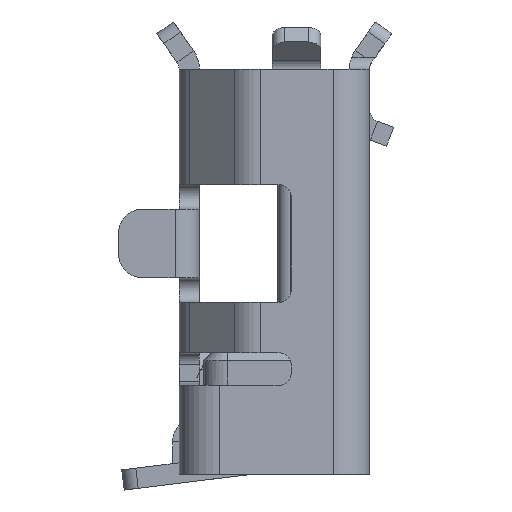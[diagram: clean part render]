
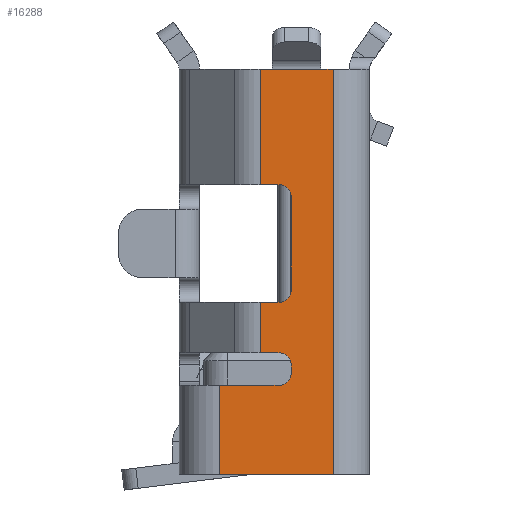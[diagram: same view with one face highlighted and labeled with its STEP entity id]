
A CAD part, left-side view. The second image highlights one B-rep face of the part: STEP entity #16288.
In plain terms, the highlighted planar face has unit normal (-1, 0, 0).
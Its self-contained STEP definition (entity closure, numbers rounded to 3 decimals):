
#4279=DIRECTION('',(0.,0.,-1.));
#4280=VECTOR('',#4279,0.625);
#4281=CARTESIAN_POINT('',(-3.7,0.175,2.125));
#4282=LINE('',#4281,#4280);
#4287=CARTESIAN_POINT('',(-3.7,-0.058,1.25));
#4288=DIRECTION('',(-1.,0.,0.));
#4289=DIRECTION('',(0.,0.,-1.));
#4290=AXIS2_PLACEMENT_3D('',#4287,#4288,#4289);
#4292=DIRECTION('',(0.,0.,1.));
#4293=VECTOR('',#4292,0.1);
#4294=CARTESIAN_POINT('',(-3.7,-0.208,1.25));
#4295=LINE('',#4294,#4293);
#4296=CARTESIAN_POINT('',(-3.7,-0.058,1.35));
#4297=DIRECTION('',(-1.,0.,0.));
#4298=DIRECTION('',(0.,-1.,0.));
#4299=AXIS2_PLACEMENT_3D('',#4296,#4297,#4298);
#4301=DIRECTION('',(0.,-1.,0.));
#4302=VECTOR('',#4301,0.233);
#4303=CARTESIAN_POINT('',(-3.7,0.175,2.125));
#4304=LINE('',#4303,#4302);
#4305=CARTESIAN_POINT('',(-3.7,-0.058,2.275));
#4306=DIRECTION('',(-1.,0.,0.));
#4307=DIRECTION('',(0.,0.,-1.));
#4308=AXIS2_PLACEMENT_3D('',#4305,#4306,#4307);
#4310=DIRECTION('',(0.,0.,1.));
#4311=VECTOR('',#4310,1.15);
#4312=CARTESIAN_POINT('',(-3.7,-0.208,2.275));
#4313=LINE('',#4312,#4311);
#4314=CARTESIAN_POINT('',(-3.7,-0.058,3.425));
#4315=DIRECTION('',(-1.,0.,0.));
#4316=DIRECTION('',(0.,-1.,0.));
#4317=AXIS2_PLACEMENT_3D('',#4314,#4315,#4316);
#4319=DIRECTION('',(0.,1.,0.));
#4320=VECTOR('',#4319,0.733);
#4321=CARTESIAN_POINT('',(-3.7,-0.058,1.1));
#4322=LINE('',#4321,#4320);
#4413=DIRECTION('',(0.,0.,-1.));
#4414=VECTOR('',#4413,1.1);
#4415=CARTESIAN_POINT('',(-3.7,0.675,1.1));
#4416=LINE('',#4415,#4414);
#4491=DIRECTION('',(0.,-1.,0.));
#4492=VECTOR('',#4491,1.4);
#4493=CARTESIAN_POINT('',(-3.7,0.675,0.));
#4494=LINE('',#4493,#4492);
#4495=DIRECTION('',(0.,1.,0.));
#4496=VECTOR('',#4495,0.15);
#4497=CARTESIAN_POINT('',(-3.7,-0.725,5.));
#4498=LINE('',#4497,#4496);
#4521=DIRECTION('',(0.,1.,0.));
#4522=VECTOR('',#4521,0.6);
#4523=CARTESIAN_POINT('',(-3.7,-0.575,5.));
#4524=LINE('',#4523,#4522);
#4547=DIRECTION('',(0.,1.,0.));
#4548=VECTOR('',#4547,0.15);
#4549=CARTESIAN_POINT('',(-3.7,0.025,5.));
#4550=LINE('',#4549,#4548);
#4963=DIRECTION('',(0.,0.,-1.));
#4964=VECTOR('',#4963,1.425);
#4965=CARTESIAN_POINT('',(-3.7,0.175,5.));
#4966=LINE('',#4965,#4964);
#4967=DIRECTION('',(0.,-1.,0.));
#4968=VECTOR('',#4967,0.233);
#4969=CARTESIAN_POINT('',(-3.7,0.175,3.575));
#4970=LINE('',#4969,#4968);
#5063=DIRECTION('',(0.,-1.,0.));
#5064=VECTOR('',#5063,0.233);
#5065=CARTESIAN_POINT('',(-3.7,0.175,1.5));
#5066=LINE('',#5065,#5064);
#5079=DIRECTION('',(0.,0.,1.));
#5080=VECTOR('',#5079,5.);
#5081=CARTESIAN_POINT('',(-3.7,-0.725,0.));
#5082=LINE('',#5081,#5080);
#8986=CARTESIAN_POINT('',(-3.7,-0.725,0.));
#8987=VERTEX_POINT('',#8986);
#8992=CARTESIAN_POINT('',(-3.7,-0.725,5.));
#8993=VERTEX_POINT('',#8992);
#10224=CARTESIAN_POINT('',(-3.7,0.675,1.1));
#10225=VERTEX_POINT('',#10224);
#10228=CARTESIAN_POINT('',(-3.7,0.675,0.));
#10229=VERTEX_POINT('',#10228);
#10260=CARTESIAN_POINT('',(-3.7,-0.208,1.25));
#10261=VERTEX_POINT('',#10260);
#10262=CARTESIAN_POINT('',(-3.7,-0.208,1.35));
#10263=VERTEX_POINT('',#10262);
#10264=CARTESIAN_POINT('',(-3.7,-0.058,1.1));
#10265=VERTEX_POINT('',#10264);
#10266=CARTESIAN_POINT('',(-3.7,-0.058,1.5));
#10267=VERTEX_POINT('',#10266);
#10268=CARTESIAN_POINT('',(-3.7,0.175,1.5));
#10269=VERTEX_POINT('',#10268);
#10270=CARTESIAN_POINT('',(-3.7,0.175,2.125));
#10271=VERTEX_POINT('',#10270);
#10272=CARTESIAN_POINT('',(-3.7,-0.058,2.125));
#10273=VERTEX_POINT('',#10272);
#10274=CARTESIAN_POINT('',(-3.7,-0.208,2.275));
#10275=VERTEX_POINT('',#10274);
#10276=CARTESIAN_POINT('',(-3.7,-0.208,3.425));
#10277=VERTEX_POINT('',#10276);
#10278=CARTESIAN_POINT('',(-3.7,-0.058,3.575));
#10279=VERTEX_POINT('',#10278);
#10280=CARTESIAN_POINT('',(-3.7,0.175,3.575));
#10281=VERTEX_POINT('',#10280);
#10282=CARTESIAN_POINT('',(-3.7,0.175,5.));
#10283=VERTEX_POINT('',#10282);
#10284=CARTESIAN_POINT('',(-3.7,0.025,5.));
#10285=VERTEX_POINT('',#10284);
#10286=CARTESIAN_POINT('',(-3.7,-0.575,5.));
#10287=VERTEX_POINT('',#10286);
#16246=CARTESIAN_POINT('',(-3.7,-0.725,5.));
#16247=DIRECTION('',(1.,0.,0.));
#16248=DIRECTION('',(0.,1.,0.));
#16249=AXIS2_PLACEMENT_3D('',#16246,#16247,#16248);
#16250=PLANE('',#16249);
#16252=ORIENTED_EDGE('',*,*,#16251,.F.);
#16254=ORIENTED_EDGE('',*,*,#16253,.T.);
#16256=ORIENTED_EDGE('',*,*,#16255,.T.);
#16258=ORIENTED_EDGE('',*,*,#16257,.T.);
#16260=ORIENTED_EDGE('',*,*,#16259,.F.);
#16261=ORIENTED_EDGE('',*,*,#16238,.F.);
#16263=ORIENTED_EDGE('',*,*,#16262,.T.);
#16265=ORIENTED_EDGE('',*,*,#16264,.T.);
#16267=ORIENTED_EDGE('',*,*,#16266,.T.);
#16269=ORIENTED_EDGE('',*,*,#16268,.T.);
#16271=ORIENTED_EDGE('',*,*,#16270,.F.);
#16273=ORIENTED_EDGE('',*,*,#16272,.F.);
#16275=ORIENTED_EDGE('',*,*,#16274,.F.);
#16277=ORIENTED_EDGE('',*,*,#16276,.F.);
#16279=ORIENTED_EDGE('',*,*,#16278,.F.);
#16281=ORIENTED_EDGE('',*,*,#16280,.F.);
#16283=ORIENTED_EDGE('',*,*,#16282,.F.);
#16285=ORIENTED_EDGE('',*,*,#16284,.F.);
#16286=EDGE_LOOP('',(#16252,#16254,#16256,#16258,#16260,#16261,#16263,#16265,
#16267,#16269,#16271,#16273,#16275,#16277,#16279,#16281,#16283,#16285));
#16287=FACE_OUTER_BOUND('',#16286,.F.);
#16288=ADVANCED_FACE('',(#16287),#16250,.F.);
#4291=CIRCLE('',#4290,0.15);
#4300=CIRCLE('',#4299,0.15);
#4309=CIRCLE('',#4308,0.15);
#4318=CIRCLE('',#4317,0.15);
#16238=EDGE_CURVE('',#10271,#10269,#4282,.T.);
#16251=EDGE_CURVE('',#10265,#10225,#4322,.T.);
#16253=EDGE_CURVE('',#10265,#10261,#4291,.T.);
#16255=EDGE_CURVE('',#10261,#10263,#4295,.T.);
#16257=EDGE_CURVE('',#10263,#10267,#4300,.T.);
#16259=EDGE_CURVE('',#10269,#10267,#5066,.T.);
#16262=EDGE_CURVE('',#10271,#10273,#4304,.T.);
#16264=EDGE_CURVE('',#10273,#10275,#4309,.T.);
#16266=EDGE_CURVE('',#10275,#10277,#4313,.T.);
#16268=EDGE_CURVE('',#10277,#10279,#4318,.T.);
#16270=EDGE_CURVE('',#10281,#10279,#4970,.T.);
#16272=EDGE_CURVE('',#10283,#10281,#4966,.T.);
#16274=EDGE_CURVE('',#10285,#10283,#4550,.T.);
#16276=EDGE_CURVE('',#10287,#10285,#4524,.T.);
#16278=EDGE_CURVE('',#8993,#10287,#4498,.T.);
#16280=EDGE_CURVE('',#8987,#8993,#5082,.T.);
#16282=EDGE_CURVE('',#10229,#8987,#4494,.T.);
#16284=EDGE_CURVE('',#10225,#10229,#4416,.T.);
